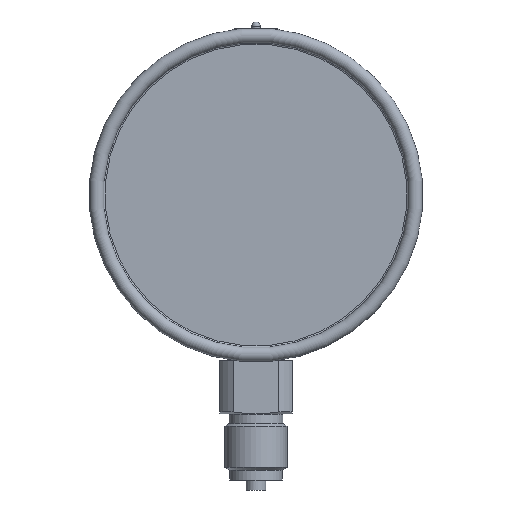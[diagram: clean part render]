
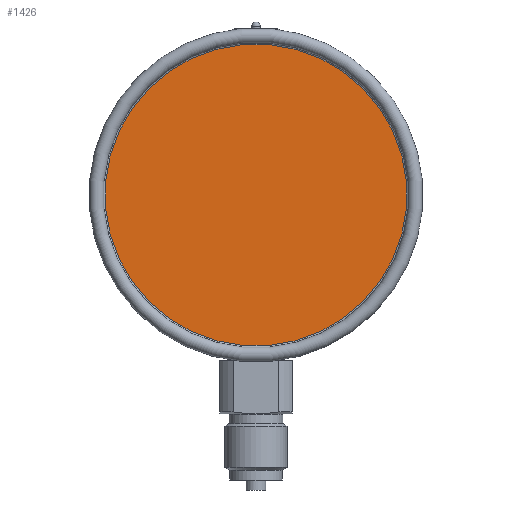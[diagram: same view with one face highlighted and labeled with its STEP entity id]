
A CAD part, front view. The second image highlights one B-rep face of the part: STEP entity #1426.
In plain terms, the highlighted planar face has unit normal (0, -1, 0).
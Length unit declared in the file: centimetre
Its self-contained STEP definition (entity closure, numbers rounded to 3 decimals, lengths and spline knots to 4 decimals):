
#263=FACE_OUTER_BOUND('',#367,.T.);
#367=EDGE_LOOP('',(#928));
#515=CIRCLE('',#1533,4.5547);
#616=VERTEX_POINT('',#2176);
#743=EDGE_CURVE('',#616,#616,#515,.T.);
#928=ORIENTED_EDGE('',*,*,#743,.F.);
#1298=PLANE('',#1532);
#1426=ADVANCED_FACE('',(#263),#1298,.F.);
#1532=AXIS2_PLACEMENT_3D('',#2175,#1734,#1735);
#1533=AXIS2_PLACEMENT_3D('',#2177,#1736,#1737);
#1734=DIRECTION('center_axis',(0.,1.,0.));
#1735=DIRECTION('ref_axis',(0.,0.,1.));
#1736=DIRECTION('center_axis',(0.,1.,0.));
#1737=DIRECTION('ref_axis',(0.707,0.,-0.707));
#2175=CARTESIAN_POINT('Origin',(0.,-4.78,0.));
#2176=CARTESIAN_POINT('',(3.2206,-4.78,-3.2206));
#2177=CARTESIAN_POINT('Origin',(0.,-4.78,0.));
